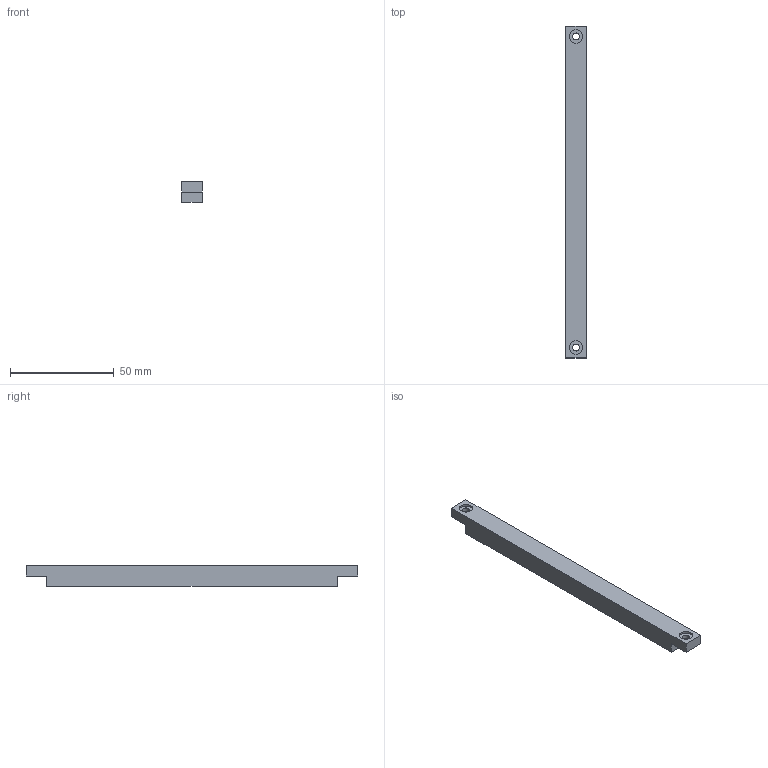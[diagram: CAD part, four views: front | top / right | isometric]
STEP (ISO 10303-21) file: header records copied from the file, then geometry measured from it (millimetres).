
FILE_DESCRIPTION (( 'STEP AP214' ), '1' );
FILE_NAME ('leg_part2.STEP', '2024-03-12T02:03:12', ( '' ), ( '' ), 'SwSTEP 2.0', 'SolidWorks 2022', '' );
FILE_SCHEMA (( 'AUTOMOTIVE_DESIGN' ));
Length unit declared in the file: millimetre
Products named in the file (1): leg_part2
Bounding box: 10 x 160 x 10 mm (x, y, z)
Volume: 14865.2 mm3; surface area: 6489.6 mm2
Topology: 1 solids, 1 shells, 20 faces, 48 edges, 32 vertices
Faces by surface type: plane 12, cylinder 8
Entity records: 630 total; most frequent: DIRECTION 106, CARTESIAN_POINT 101, ORIENTED_EDGE 96, EDGE_CURVE 48, AXIS2_PLACEMENT_3D 37, VERTEX_POINT 32, VECTOR 32, LINE 32
